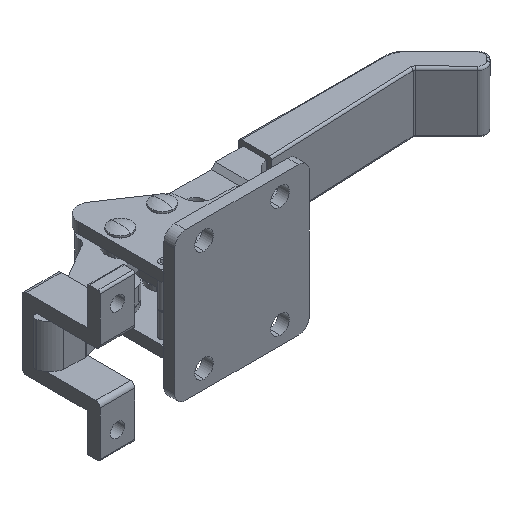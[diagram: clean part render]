
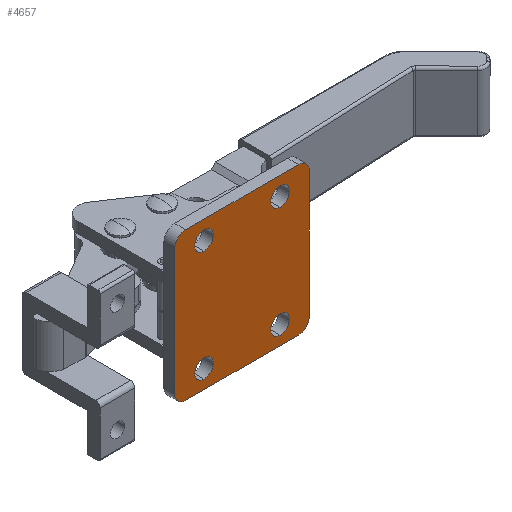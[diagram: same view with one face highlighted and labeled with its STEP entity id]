
A CAD part, isometric view. The second image highlights one B-rep face of the part: STEP entity #4657.
In plain terms, the highlighted planar face has unit normal (0, -1, 0).
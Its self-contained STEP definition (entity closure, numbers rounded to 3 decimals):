
#4189 = EDGE_CURVE ( 'NONE', #4218, #4216, #14280, .T. ) ;
#4200 = VERTEX_POINT ( 'NONE', #14137 ) ;
#4202 = EDGE_CURVE ( 'NONE', #4203, #4200, #14156, .T. ) ;
#4203 = VERTEX_POINT ( 'NONE', #14151 ) ;
#4216 = VERTEX_POINT ( 'NONE', #14225 ) ;
#4218 = VERTEX_POINT ( 'NONE', #14224 ) ;
#4240 = ORIENTED_EDGE ( 'NONE', *, *, #4241, .F. ) ;
#4241 = EDGE_CURVE ( 'NONE', #4242, #4450, #14287, .T. ) ;
#4242 = VERTEX_POINT ( 'NONE', #14282 ) ;
#4244 = VERTEX_POINT ( 'NONE', #14281 ) ;
#4291 = VERTEX_POINT ( 'NONE', #14417 ) ;
#4293 = EDGE_CURVE ( 'NONE', #4294, #4291, #14416, .T. ) ;
#4294 = VERTEX_POINT ( 'NONE', #14411 ) ;
#4421 = ORIENTED_EDGE ( 'NONE', *, *, #4422, .F. ) ;
#4422 = EDGE_CURVE ( 'NONE', #4429, #4242, #23172, .T. ) ;
#4424 = EDGE_LOOP ( 'NONE', ( #4425, #4426 ) ) ;
#4425 = ORIENTED_EDGE ( 'NONE', *, *, #4189, .T. ) ;
#4426 = ORIENTED_EDGE ( 'NONE', *, *, #4427, .T. ) ;
#4427 = EDGE_CURVE ( 'NONE', #4216, #4218, #23168, .T. ) ;
#4428 = VERTEX_POINT ( 'NONE', #23321 ) ;
#4429 = VERTEX_POINT ( 'NONE', #23320 ) ;
#4431 = ORIENTED_EDGE ( 'NONE', *, *, #4432, .F. ) ;
#4432 = EDGE_CURVE ( 'NONE', #4433, #4428, #23318, .T. ) ;
#4433 = VERTEX_POINT ( 'NONE', #23314 ) ;
#4434 = ORIENTED_EDGE ( 'NONE', *, *, #4435, .F. ) ;
#4435 = EDGE_CURVE ( 'NONE', #4436, #4433, #23313, .T. ) ;
#4436 = VERTEX_POINT ( 'NONE', #23308 ) ;
#4437 = ORIENTED_EDGE ( 'NONE', *, *, #4442, .F. ) ;
#4438 = EDGE_LOOP ( 'NONE', ( #4454, #4455 ) ) ;
#4442 = EDGE_CURVE ( 'NONE', #4443, #4436, #23307, .T. ) ;
#4443 = VERTEX_POINT ( 'NONE', #23200 ) ;
#4445 = ORIENTED_EDGE ( 'NONE', *, *, #4446, .F. ) ;
#4446 = EDGE_CURVE ( 'NONE', #4447, #4443, #23199, .T. ) ;
#4447 = VERTEX_POINT ( 'NONE', #23194 ) ;
#4448 = ORIENTED_EDGE ( 'NONE', *, *, #4449, .F. ) ;
#4449 = EDGE_CURVE ( 'NONE', #4450, #4447, #23255, .T. ) ;
#4450 = VERTEX_POINT ( 'NONE', #23251 ) ;
#4454 = ORIENTED_EDGE ( 'NONE', *, *, #4293, .T. ) ;
#4455 = ORIENTED_EDGE ( 'NONE', *, *, #4456, .T. ) ;
#4456 = EDGE_CURVE ( 'NONE', #4291, #4294, #23246, .T. ) ;
#4466 = EDGE_CURVE ( 'NONE', #4469, #4244, #23283, .T. ) ;
#4469 = VERTEX_POINT ( 'NONE', #23231 ) ;
#4470 = ORIENTED_EDGE ( 'NONE', *, *, #4202, .T. ) ;
#4471 = ORIENTED_EDGE ( 'NONE', *, *, #4472, .T. ) ;
#4472 = EDGE_CURVE ( 'NONE', #4200, #4203, #23230, .T. ) ;
#4473 = EDGE_LOOP ( 'NONE', ( #4474, #4475 ) ) ;
#4474 = ORIENTED_EDGE ( 'NONE', *, *, #4466, .T. ) ;
#4475 = ORIENTED_EDGE ( 'NONE', *, *, #4476, .T. ) ;
#4476 = EDGE_CURVE ( 'NONE', #4244, #4469, #23225, .T. ) ;
#4477 = EDGE_LOOP ( 'NONE', ( #4478, #4431, #4434, #4437, #4445, #4448, #4240, #4421 ) ) ;
#4478 = ORIENTED_EDGE ( 'NONE', *, *, #4479, .F. ) ;
#4479 = EDGE_CURVE ( 'NONE', #4428, #4429, #23219, .T. ) ;
#4657 = ADVANCED_FACE ( 'NONE', ( #19732, #19731, #19586, #19585, #19584 ), #19691, .F. ) ;
#4658 = EDGE_LOOP ( 'NONE', ( #4470, #4471 ) ) ;
#14137 = CARTESIAN_POINT ( 'NONE',  ( -48.5, 0., -4.25 ) ) ;
#14151 = CARTESIAN_POINT ( 'NONE',  ( -48.5, 0., -12.75 ) ) ;
#14152 = DIRECTION ( 'NONE',  ( 0., 0., 1. ) ) ;
#14153 = DIRECTION ( 'NONE',  ( 0., 1., 0. ) ) ;
#14154 = CARTESIAN_POINT ( 'NONE',  ( -48.5, 0., -8.5 ) ) ;
#14155 = AXIS2_PLACEMENT_3D ( 'NONE', #14154, #14153, #14152 ) ;
#14156 = CIRCLE ( 'NONE', #14155, 4.25 ) ;
#14224 = CARTESIAN_POINT ( 'NONE',  ( -13.5, 0., -12.75 ) ) ;
#14225 = CARTESIAN_POINT ( 'NONE',  ( -13.5, 0., -4.25 ) ) ;
#14276 = DIRECTION ( 'NONE',  ( 0., 0., -1. ) ) ;
#14277 = DIRECTION ( 'NONE',  ( 0., 1., 0. ) ) ;
#14278 = CARTESIAN_POINT ( 'NONE',  ( -13.5, 0., -8.5 ) ) ;
#14279 = AXIS2_PLACEMENT_3D ( 'NONE', #14278, #14277, #14276 ) ;
#14280 = CIRCLE ( 'NONE', #14279, 4.25 ) ;
#14281 = CARTESIAN_POINT ( 'NONE',  ( -13.5, 0., -55.25 ) ) ;
#14282 = CARTESIAN_POINT ( 'NONE',  ( -57., 0., -68. ) ) ;
#14283 = DIRECTION ( 'NONE',  ( 0., 0., 1. ) ) ;
#14284 = DIRECTION ( 'NONE',  ( 0., 1., 0. ) ) ;
#14285 = CARTESIAN_POINT ( 'NONE',  ( -57., 0., -63. ) ) ;
#14286 = AXIS2_PLACEMENT_3D ( 'NONE', #14285, #14284, #14283 ) ;
#14287 = CIRCLE ( 'NONE', #14286, 5. ) ;
#14411 = CARTESIAN_POINT ( 'NONE',  ( -48.5, 0., -63.75 ) ) ;
#14412 = DIRECTION ( 'NONE',  ( 0., 0., -1. ) ) ;
#14413 = DIRECTION ( 'NONE',  ( 0., 1., 0. ) ) ;
#14414 = CARTESIAN_POINT ( 'NONE',  ( -48.5, 0., -59.5 ) ) ;
#14415 = AXIS2_PLACEMENT_3D ( 'NONE', #14414, #14413, #14412 ) ;
#14416 = CIRCLE ( 'NONE', #14415, 4.25 ) ;
#14417 = CARTESIAN_POINT ( 'NONE',  ( -48.5, 0., -55.25 ) ) ;
#19583 = AXIS2_PLACEMENT_3D ( 'NONE', #19645, #19644, #19643 ) ;
#19584 = FACE_BOUND ( 'NONE', #4438, .T. ) ;
#19585 = FACE_BOUND ( 'NONE', #4424, .T. ) ;
#19586 = FACE_OUTER_BOUND ( 'NONE', #4477, .T. ) ;
#19643 = DIRECTION ( 'NONE',  ( 0., 0., 1. ) ) ;
#19644 = DIRECTION ( 'NONE',  ( 0., 1., 0. ) ) ;
#19645 = CARTESIAN_POINT ( 'NONE',  ( -5., 0., -63. ) ) ;
#19691 = PLANE ( 'NONE',  #19583 ) ;
#19731 = FACE_BOUND ( 'NONE', #4473, .T. ) ;
#19732 = FACE_BOUND ( 'NONE', #4658, .T. ) ;
#23167 = AXIS2_PLACEMENT_3D ( 'NONE', #23324, #23323, #23322 ) ;
#23168 = CIRCLE ( 'NONE', #23167, 4.25 ) ;
#23169 = DIRECTION ( 'NONE',  ( -1., 0., 0. ) ) ;
#23170 = VECTOR ( 'NONE', #23169, 1000. ) ;
#23171 = CARTESIAN_POINT ( 'NONE',  ( -5., 0., -68. ) ) ;
#23172 = LINE ( 'NONE', #23171, #23170 ) ;
#23194 = CARTESIAN_POINT ( 'NONE',  ( -62., 0., -5. ) ) ;
#23195 = DIRECTION ( 'NONE',  ( 0., 0., -1. ) ) ;
#23196 = DIRECTION ( 'NONE',  ( 0., 1., 0. ) ) ;
#23197 = CARTESIAN_POINT ( 'NONE',  ( -57., 0., -5. ) ) ;
#23198 = AXIS2_PLACEMENT_3D ( 'NONE', #23197, #23196, #23195 ) ;
#23199 = CIRCLE ( 'NONE', #23198, 5. ) ;
#23200 = CARTESIAN_POINT ( 'NONE',  ( -57., 0., 0. ) ) ;
#23201 = DIRECTION ( 'NONE',  ( 1., 0., 0. ) ) ;
#23215 = DIRECTION ( 'NONE',  ( 0., 0., 1. ) ) ;
#23216 = DIRECTION ( 'NONE',  ( 0., 1., 0. ) ) ;
#23217 = CARTESIAN_POINT ( 'NONE',  ( -5., 0., -63. ) ) ;
#23218 = AXIS2_PLACEMENT_3D ( 'NONE', #23217, #23216, #23215 ) ;
#23219 = CIRCLE ( 'NONE', #23218, 5. ) ;
#23221 = DIRECTION ( 'NONE',  ( 0., 0., 1. ) ) ;
#23222 = DIRECTION ( 'NONE',  ( 0., 1., 0. ) ) ;
#23223 = CARTESIAN_POINT ( 'NONE',  ( -13.5, 0., -59.5 ) ) ;
#23224 = AXIS2_PLACEMENT_3D ( 'NONE', #23223, #23222, #23221 ) ;
#23225 = CIRCLE ( 'NONE', #23224, 4.25 ) ;
#23226 = DIRECTION ( 'NONE',  ( 0., 0., 1. ) ) ;
#23227 = DIRECTION ( 'NONE',  ( 0., 1., 0. ) ) ;
#23228 = CARTESIAN_POINT ( 'NONE',  ( -48.5, 0., -8.5 ) ) ;
#23229 = AXIS2_PLACEMENT_3D ( 'NONE', #23228, #23227, #23226 ) ;
#23230 = CIRCLE ( 'NONE', #23229, 4.25 ) ;
#23231 = CARTESIAN_POINT ( 'NONE',  ( -13.5, 0., -63.75 ) ) ;
#23242 = DIRECTION ( 'NONE',  ( 0., 0., -1. ) ) ;
#23243 = DIRECTION ( 'NONE',  ( 0., 1., 0. ) ) ;
#23244 = CARTESIAN_POINT ( 'NONE',  ( -48.5, 0., -59.5 ) ) ;
#23245 = AXIS2_PLACEMENT_3D ( 'NONE', #23244, #23243, #23242 ) ;
#23246 = CIRCLE ( 'NONE', #23245, 4.25 ) ;
#23251 = CARTESIAN_POINT ( 'NONE',  ( -62., 0., -63. ) ) ;
#23252 = DIRECTION ( 'NONE',  ( 0., 0., 1. ) ) ;
#23253 = VECTOR ( 'NONE', #23252, 1000. ) ;
#23254 = CARTESIAN_POINT ( 'NONE',  ( -62., 0., -5. ) ) ;
#23255 = LINE ( 'NONE', #23254, #23253 ) ;
#23279 = DIRECTION ( 'NONE',  ( 0., 0., 1. ) ) ;
#23280 = DIRECTION ( 'NONE',  ( 0., 1., 0. ) ) ;
#23281 = CARTESIAN_POINT ( 'NONE',  ( -13.5, 0., -59.5 ) ) ;
#23282 = AXIS2_PLACEMENT_3D ( 'NONE', #23281, #23280, #23279 ) ;
#23283 = CIRCLE ( 'NONE', #23282, 4.25 ) ;
#23305 = VECTOR ( 'NONE', #23201, 1000. ) ;
#23306 = CARTESIAN_POINT ( 'NONE',  ( -5., 0., 0. ) ) ;
#23307 = LINE ( 'NONE', #23306, #23305 ) ;
#23308 = CARTESIAN_POINT ( 'NONE',  ( -5., 0., 0. ) ) ;
#23309 = DIRECTION ( 'NONE',  ( 0., 0., 1. ) ) ;
#23310 = DIRECTION ( 'NONE',  ( 0., 1., 0. ) ) ;
#23311 = CARTESIAN_POINT ( 'NONE',  ( -5., 0., -5. ) ) ;
#23312 = AXIS2_PLACEMENT_3D ( 'NONE', #23311, #23310, #23309 ) ;
#23313 = CIRCLE ( 'NONE', #23312, 5. ) ;
#23314 = CARTESIAN_POINT ( 'NONE',  ( 0., 0., -5. ) ) ;
#23315 = DIRECTION ( 'NONE',  ( 0., 0., -1. ) ) ;
#23316 = VECTOR ( 'NONE', #23315, 1000. ) ;
#23317 = CARTESIAN_POINT ( 'NONE',  ( 0., 0., -5. ) ) ;
#23318 = LINE ( 'NONE', #23317, #23316 ) ;
#23320 = CARTESIAN_POINT ( 'NONE',  ( -5., 0., -68. ) ) ;
#23321 = CARTESIAN_POINT ( 'NONE',  ( 0., 0., -63. ) ) ;
#23322 = DIRECTION ( 'NONE',  ( 0., 0., -1. ) ) ;
#23323 = DIRECTION ( 'NONE',  ( 0., 1., 0. ) ) ;
#23324 = CARTESIAN_POINT ( 'NONE',  ( -13.5, 0., -8.5 ) ) ;
